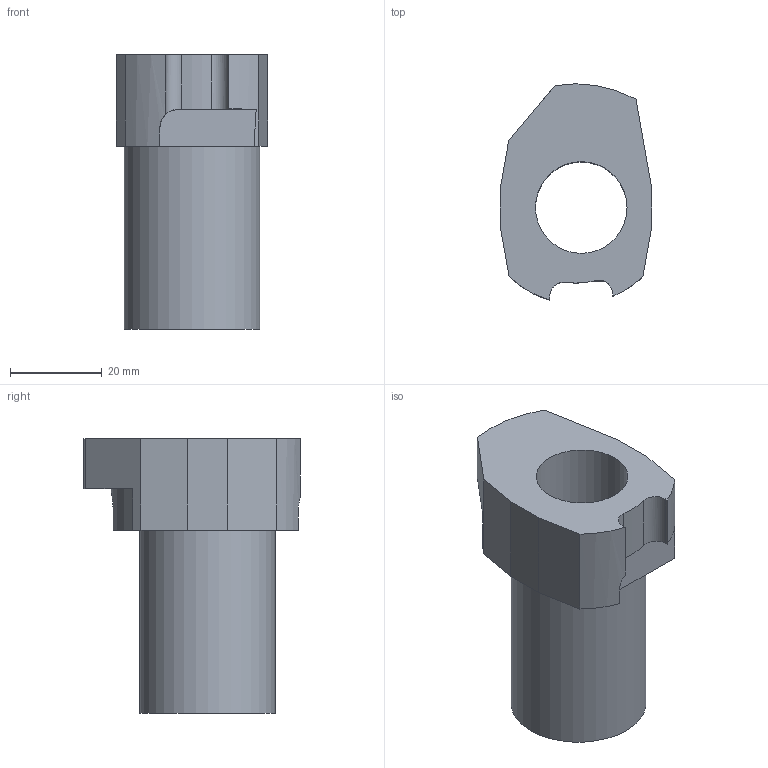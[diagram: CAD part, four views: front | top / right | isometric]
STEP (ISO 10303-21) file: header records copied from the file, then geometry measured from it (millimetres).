
FILE_DESCRIPTION(/* description */ (''),/* implementation_level */ '2;1');
FILE_NAME(/* name */ '10001318349nxv000_00_214.stp',/* time_stamp */ '2024-06-26T10:19:18+02:00',/* author */ (''),/* organization */ (''),/* preprocessor_version */ 'ST-DEVELOPER v18.1',/* originating_system */ 'SIEMENS PLM Software NX 2000',/* authorisation */ '');
FILE_SCHEMA (('AUTOMOTIVE_DESIGN { 1 0 10303 214 3 1 1 1 }'));
Length unit declared in the file: millimetre
Products named in the file (1): 10001318349nxv000_00
Bounding box: 33 x 47.21 x 60 mm (x, y, z)
Volume: 32015.7 mm3; surface area: 12120.3 mm2
Topology: 1 solids, 1 shells, 30 faces, 82 edges, 55 vertices
Faces by surface type: plane 19, cylinder 11
Full cylindrical faces by diameter (mm): 20 x1, 29.5 x1
Entity records: 1001 total; most frequent: CARTESIAN_POINT 203, DIRECTION 163, ORIENTED_EDGE 158, EDGE_CURVE 79, AXIS2_PLACEMENT_3D 56, VERTEX_POINT 54, LINE 51, VECTOR 51
